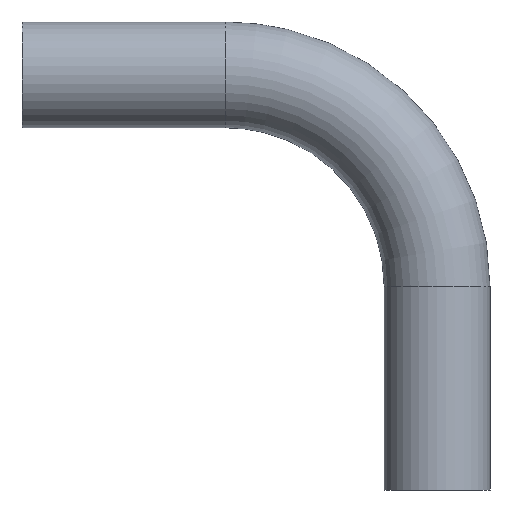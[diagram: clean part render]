
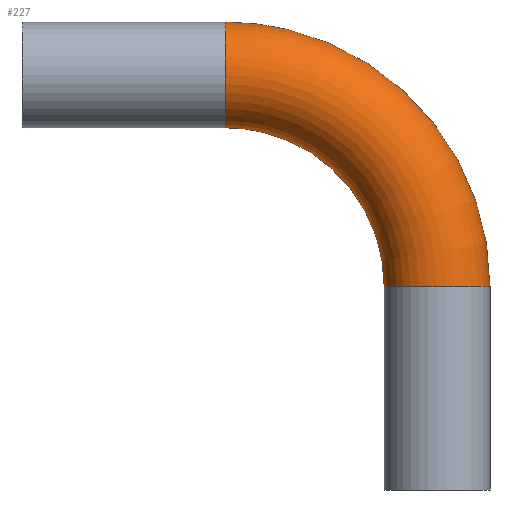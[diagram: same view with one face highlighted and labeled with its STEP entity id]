
A CAD part, front view. The second image highlights one B-rep face of the part: STEP entity #227.
In plain terms, the highlighted toroidal (fillet/blend) face has major radius 26 mm and minor radius 6.5 mm.
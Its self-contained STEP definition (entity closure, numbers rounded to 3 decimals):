
#112=CARTESIAN_POINT('',(6.5,0.,0.0));
#113=VERTEX_POINT('',#112);
#114=CARTESIAN_POINT('',(0.0,0.0,0.0));
#115=DIRECTION('',(0.0,0.0,-1.0));
#116=DIRECTION('',(-1.0,0.0,0.0));
#117=AXIS2_PLACEMENT_3D('',#114,#115,#116);
#118=CIRCLE('',#117,6.5);
#119=EDGE_CURVE('',#113,#113,#118,.T.);
#180=CARTESIAN_POINT('',(-26.,0.,32.5));
#181=VERTEX_POINT('',#180);
#182=CARTESIAN_POINT('',(-26.,0.0,26.));
#183=DIRECTION('',(1.0,0.0,0.0));
#184=DIRECTION('',(0.0,0.0,-1.0));
#185=AXIS2_PLACEMENT_3D('',#182,#183,#184);
#186=CIRCLE('',#185,6.5);
#187=EDGE_CURVE('',#181,#181,#186,.T.);
#216=CARTESIAN_POINT('',(-26.,0.0,0.));
#217=DIRECTION('',(0.0,-1.0,0.0));
#218=DIRECTION('',(0.0,0.0,-1.0));
#219=AXIS2_PLACEMENT_3D('',#216,#217,#218);
#220=TOROIDAL_SURFACE('',#219,26.,6.5);
#221=ORIENTED_EDGE('',*,*,#187,.T.);
#222=EDGE_LOOP('',(#221));
#223=FACE_OUTER_BOUND('',#222,.T.);
#224=ORIENTED_EDGE('',*,*,#119,.F.);
#225=EDGE_LOOP('',(#224));
#226=FACE_BOUND('',#225,.T.);
#227=ADVANCED_FACE('',(#223,#226),#220,.T.);
